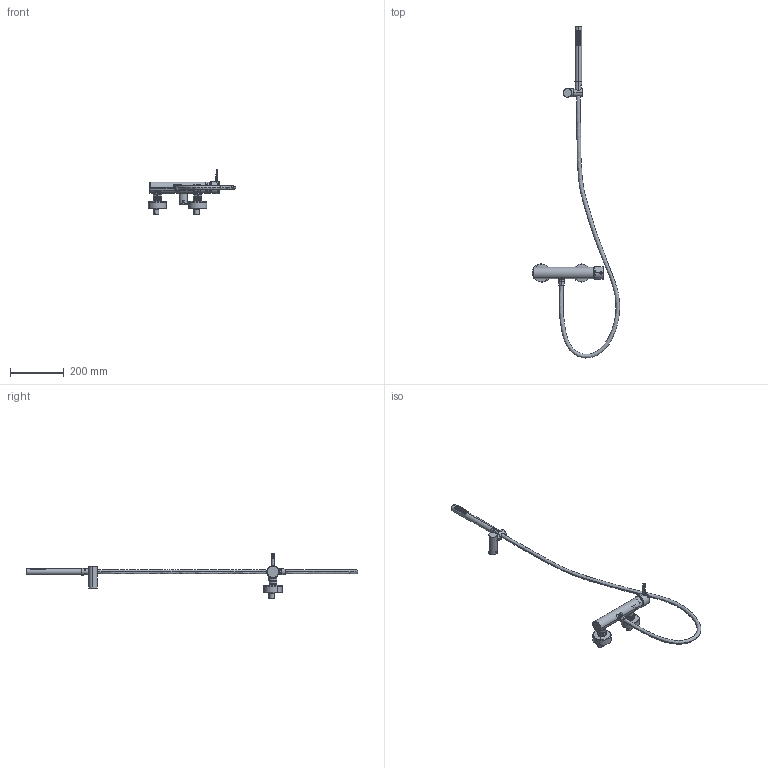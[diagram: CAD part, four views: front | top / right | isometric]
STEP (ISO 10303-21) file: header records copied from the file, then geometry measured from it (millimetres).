
FILE_DESCRIPTION (( 'STEP AP203' ), '1' );
FILE_NAME ('39DP07423.STEP', '2023-10-25T09:21:46', ( '' ), ( '' ), 'SwSTEP 2.0', 'SolidWorks 2021', '' );
FILE_SCHEMA (( 'CONFIG_CONTROL_DESIGN' ));
Length unit declared in the file: millimetre
Products named in the file (1): 39DP07423
Bounding box: 323.72 x 1231.02 x 170.35 mm (x, y, z)
Volume: 592035.9 mm3; surface area: 264007.8 mm2
Topology: 16 solids, 16 shells, 1197 faces, 2796 edges, 1757 vertices
Faces by surface type: cylinder 376, plane 320, cone 307, bspline 112, torus 59, sphere 23
Entity records: 52166 total; most frequent: CARTESIAN_POINT 26032, ORIENTED_EDGE 5552, DIRECTION 5134, EDGE_CURVE 2776, AXIS2_PLACEMENT_3D 2059, VERTEX_POINT 1757, EDGE_LOOP 1377, FACE_OUTER_BOUND 1197
